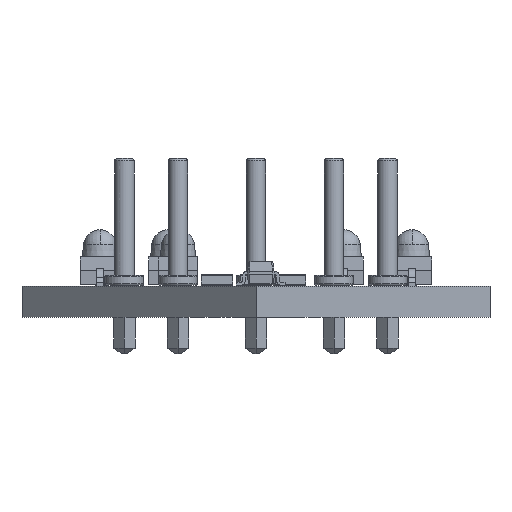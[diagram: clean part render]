
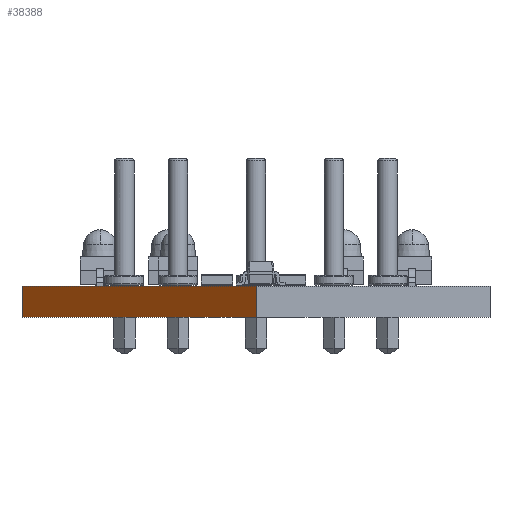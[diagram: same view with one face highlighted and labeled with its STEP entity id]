
A CAD part, front view. The second image highlights one B-rep face of the part: STEP entity #38388.
In plain terms, the highlighted planar face has unit normal (-0.707, -0.707, 0).
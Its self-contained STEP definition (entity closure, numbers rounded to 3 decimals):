
#38272 = EDGE_CURVE('',#38273,#38275,#38277,.T.);
#38273 = VERTEX_POINT('',#38274);
#38274 = CARTESIAN_POINT('',(-12.,-24.,0.));
#38275 = VERTEX_POINT('',#38276);
#38276 = CARTESIAN_POINT('',(-12.,-24.,1.6));
#38277 = SURFACE_CURVE('',#38278,(#38282,#38294),.PCURVE_S1.);
#38278 = LINE('',#38279,#38280);
#38279 = CARTESIAN_POINT('',(-12.,-24.,0.));
#38280 = VECTOR('',#38281,1.);
#38281 = DIRECTION('',(0.,0.,1.));
#38282 = PCURVE('',#38283,#38288);
#38283 = PLANE('',#38284);
#38284 = AXIS2_PLACEMENT_3D('',#38285,#38286,#38287);
#38285 = CARTESIAN_POINT('',(-12.,-24.,0.));
#38286 = DIRECTION('',(-1.,0.,0.));
#38287 = DIRECTION('',(0.,1.,0.));
#38288 = DEFINITIONAL_REPRESENTATION('',(#38289),#38293);
#38289 = LINE('',#38290,#38291);
#38290 = CARTESIAN_POINT('',(0.,0.));
#38291 = VECTOR('',#38292,1.);
#38292 = DIRECTION('',(0.,-1.));
#38293 = ( GEOMETRIC_REPRESENTATION_CONTEXT(2) 
PARAMETRIC_REPRESENTATION_CONTEXT() REPRESENTATION_CONTEXT('2D SPACE',''
  ) );
#38294 = PCURVE('',#38295,#38300);
#38295 = PLANE('',#38296);
#38296 = AXIS2_PLACEMENT_3D('',#38297,#38298,#38299);
#38297 = CARTESIAN_POINT('',(0.,-36.,0.));
#38298 = DIRECTION('',(-0.707,-0.707,0.));
#38299 = DIRECTION('',(-0.707,0.707,0.));
#38300 = DEFINITIONAL_REPRESENTATION('',(#38301),#38305);
#38301 = LINE('',#38302,#38303);
#38302 = CARTESIAN_POINT('',(16.971,0.));
#38303 = VECTOR('',#38304,1.);
#38304 = DIRECTION('',(0.,-1.));
#38305 = ( GEOMETRIC_REPRESENTATION_CONTEXT(2) 
PARAMETRIC_REPRESENTATION_CONTEXT() REPRESENTATION_CONTEXT('2D SPACE',''
  ) );
#38323 = PLANE('',#38324);
#38324 = AXIS2_PLACEMENT_3D('',#38325,#38326,#38327);
#38325 = CARTESIAN_POINT('',(0.,0.,1.6));
#38326 = DIRECTION('',(0.,0.,-1.));
#38327 = DIRECTION('',(-1.,0.,0.));
#38377 = PLANE('',#38378);
#38378 = AXIS2_PLACEMENT_3D('',#38379,#38380,#38381);
#38379 = CARTESIAN_POINT('',(0.,0.,0.));
#38380 = DIRECTION('',(0.,0.,-1.));
#38381 = DIRECTION('',(-1.,0.,0.));
#38388 = ADVANCED_FACE('',(#38389),#38295,.T.);
#38389 = FACE_BOUND('',#38390,.T.);
#38390 = EDGE_LOOP('',(#38391,#38421,#38442,#38443));
#38391 = ORIENTED_EDGE('',*,*,#38392,.T.);
#38392 = EDGE_CURVE('',#38393,#38395,#38397,.T.);
#38393 = VERTEX_POINT('',#38394);
#38394 = CARTESIAN_POINT('',(0.,-36.,0.));
#38395 = VERTEX_POINT('',#38396);
#38396 = CARTESIAN_POINT('',(0.,-36.,1.6));
#38397 = SURFACE_CURVE('',#38398,(#38402,#38409),.PCURVE_S1.);
#38398 = LINE('',#38399,#38400);
#38399 = CARTESIAN_POINT('',(0.,-36.,0.));
#38400 = VECTOR('',#38401,1.);
#38401 = DIRECTION('',(0.,0.,1.));
#38402 = PCURVE('',#38295,#38403);
#38403 = DEFINITIONAL_REPRESENTATION('',(#38404),#38408);
#38404 = LINE('',#38405,#38406);
#38405 = CARTESIAN_POINT('',(0.,0.));
#38406 = VECTOR('',#38407,1.);
#38407 = DIRECTION('',(0.,-1.));
#38408 = ( GEOMETRIC_REPRESENTATION_CONTEXT(2) 
PARAMETRIC_REPRESENTATION_CONTEXT() REPRESENTATION_CONTEXT('2D SPACE',''
  ) );
#38409 = PCURVE('',#38410,#38415);
#38410 = PLANE('',#38411);
#38411 = AXIS2_PLACEMENT_3D('',#38412,#38413,#38414);
#38412 = CARTESIAN_POINT('',(12.,-24.,0.));
#38413 = DIRECTION('',(0.707,-0.707,0.));
#38414 = DIRECTION('',(-0.707,-0.707,0.));
#38415 = DEFINITIONAL_REPRESENTATION('',(#38416),#38420);
#38416 = LINE('',#38417,#38418);
#38417 = CARTESIAN_POINT('',(16.971,0.));
#38418 = VECTOR('',#38419,1.);
#38419 = DIRECTION('',(0.,-1.));
#38420 = ( GEOMETRIC_REPRESENTATION_CONTEXT(2) 
PARAMETRIC_REPRESENTATION_CONTEXT() REPRESENTATION_CONTEXT('2D SPACE',''
  ) );
#38421 = ORIENTED_EDGE('',*,*,#38422,.T.);
#38422 = EDGE_CURVE('',#38395,#38275,#38423,.T.);
#38423 = SURFACE_CURVE('',#38424,(#38428,#38435),.PCURVE_S1.);
#38424 = LINE('',#38425,#38426);
#38425 = CARTESIAN_POINT('',(0.,-36.,1.6));
#38426 = VECTOR('',#38427,1.);
#38427 = DIRECTION('',(-0.707,0.707,0.));
#38428 = PCURVE('',#38295,#38429);
#38429 = DEFINITIONAL_REPRESENTATION('',(#38430),#38434);
#38430 = LINE('',#38431,#38432);
#38431 = CARTESIAN_POINT('',(0.,-1.6));
#38432 = VECTOR('',#38433,1.);
#38433 = DIRECTION('',(1.,0.));
#38434 = ( GEOMETRIC_REPRESENTATION_CONTEXT(2) 
PARAMETRIC_REPRESENTATION_CONTEXT() REPRESENTATION_CONTEXT('2D SPACE',''
  ) );
#38435 = PCURVE('',#38323,#38436);
#38436 = DEFINITIONAL_REPRESENTATION('',(#38437),#38441);
#38437 = LINE('',#38438,#38439);
#38438 = CARTESIAN_POINT('',(0.,-36.));
#38439 = VECTOR('',#38440,1.);
#38440 = DIRECTION('',(0.707,0.707));
#38441 = ( GEOMETRIC_REPRESENTATION_CONTEXT(2) 
PARAMETRIC_REPRESENTATION_CONTEXT() REPRESENTATION_CONTEXT('2D SPACE',''
  ) );
#38442 = ORIENTED_EDGE('',*,*,#38272,.F.);
#38443 = ORIENTED_EDGE('',*,*,#38444,.F.);
#38444 = EDGE_CURVE('',#38393,#38273,#38445,.T.);
#38445 = SURFACE_CURVE('',#38446,(#38450,#38457),.PCURVE_S1.);
#38446 = LINE('',#38447,#38448);
#38447 = CARTESIAN_POINT('',(0.,-36.,0.));
#38448 = VECTOR('',#38449,1.);
#38449 = DIRECTION('',(-0.707,0.707,0.));
#38450 = PCURVE('',#38295,#38451);
#38451 = DEFINITIONAL_REPRESENTATION('',(#38452),#38456);
#38452 = LINE('',#38453,#38454);
#38453 = CARTESIAN_POINT('',(0.,0.));
#38454 = VECTOR('',#38455,1.);
#38455 = DIRECTION('',(1.,0.));
#38456 = ( GEOMETRIC_REPRESENTATION_CONTEXT(2) 
PARAMETRIC_REPRESENTATION_CONTEXT() REPRESENTATION_CONTEXT('2D SPACE',''
  ) );
#38457 = PCURVE('',#38377,#38458);
#38458 = DEFINITIONAL_REPRESENTATION('',(#38459),#38463);
#38459 = LINE('',#38460,#38461);
#38460 = CARTESIAN_POINT('',(0.,-36.));
#38461 = VECTOR('',#38462,1.);
#38462 = DIRECTION('',(0.707,0.707));
#38463 = ( GEOMETRIC_REPRESENTATION_CONTEXT(2) 
PARAMETRIC_REPRESENTATION_CONTEXT() REPRESENTATION_CONTEXT('2D SPACE',''
  ) );
